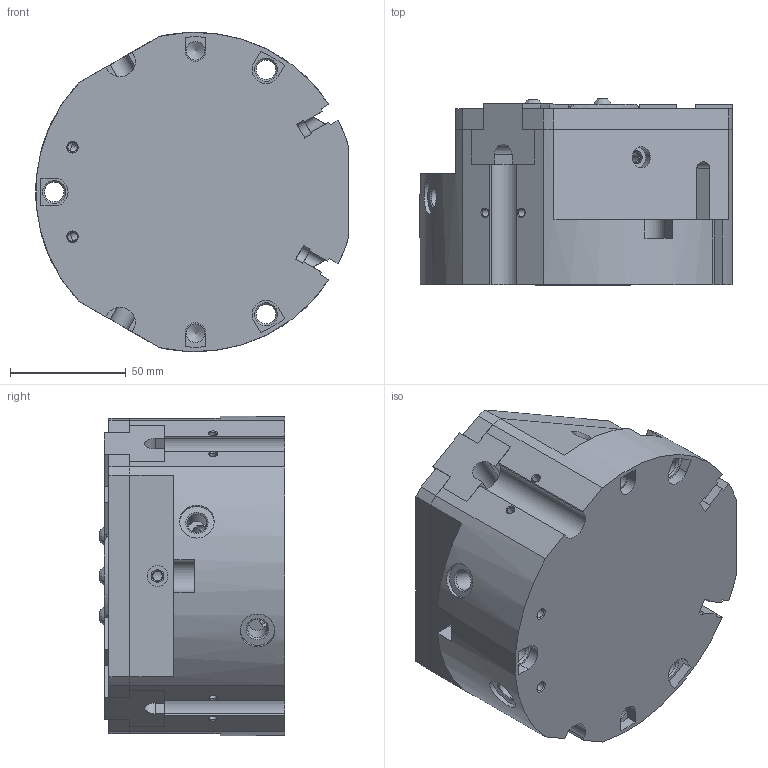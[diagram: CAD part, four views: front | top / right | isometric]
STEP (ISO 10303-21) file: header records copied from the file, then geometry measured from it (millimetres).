
FILE_DESCRIPTION( ( 'STEP AP203' ), '1' );
FILE_NAME( 'QPG313S_OP138SNT_0_2_03.stp', ' ', ( ' ' ), ( ' ' ), 'PSStep 15.0.47', 'PARTsolutions', ' ' );
FILE_SCHEMA( ( 'CONFIG_CONTROL_DESIGN' ) );
Length unit declared in the file: millimetre
Products named in the file (3): QPG313S OP138SNT 0; _QPG313-001; _OPG212S-009
Assembly tree (4 placements, depth 2):
  QPG313S OP138SNT 0
    _QPG313-001
    _OPG212S-009  x3
Bounding box: 134.96 x 80.2 x 137.99 mm (x, y, z)
Volume: 956721.3 mm3; surface area: 114558.3 mm2
Topology: 4 solids, 4 shells, 353 faces, 937 edges, 615 vertices
Faces by surface type: plane 218, cylinder 87, cone 45, bspline 3
Full cylindrical faces by diameter (mm): 2.459 x3, 3.242 x4, 3.5 x2, 4.134 x5, 4.917 x6, 5 x2, 5.5 x3, 6 x3, 8 x2, 8.376 x3, 8.566 x2, 9 x3, 10 x2, 12 x3, 15 x2
Entity records: 8900 total; most frequent: CARTESIAN_POINT 1943, DIRECTION 1417, ORIENTED_EDGE 1308, EDGE_CURVE 654, AXIS2_PLACEMENT_3D 483, VERTEX_POINT 477, LINE 451, VECTOR 451
